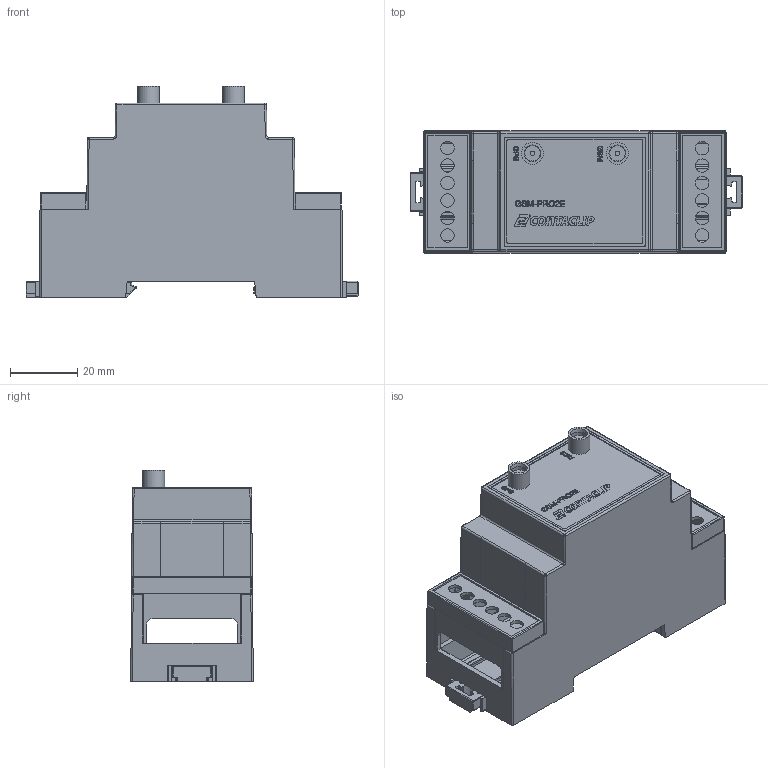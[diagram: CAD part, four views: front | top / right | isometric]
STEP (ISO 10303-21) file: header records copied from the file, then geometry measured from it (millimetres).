
FILE_DESCRIPTION(/* description */ (''),/* implementation_level */ '2;1');
FILE_NAME(/* name */ '16369.2_GSM-PRO2-GPS.stp',/* time_stamp */ '2020-03-17T15:11:50+01:00',/* author */ (''),/* organization */ (''),/* preprocessor_version */ 'ST-DEVELOPER v16.7',/* originating_system */ 'SIEMENS PLM Software NX 12.0',/* authorisation */ '');
FILE_SCHEMA (('AUTOMOTIVE_DESIGN { 1 0 10303 214 3 1 1 1 }'));
Length unit declared in the file: millimetre
Products named in the file (1): 16369.2_GSM-PRO2-GPS
Bounding box: 98.85 x 36.5 x 63.1 mm (x, y, z)
Volume: 31934.6 mm3; surface area: 45917.2 mm2
Topology: 7 solids, 7 shells, 1428 faces, 3758 edges, 2343 vertices
Faces by surface type: plane 749, cylinder 405, extrusion 113, bspline 89, sphere 70, cone 2
Full cylindrical faces by diameter (mm): 1.3 x2, 4 x12, 4.6 x4, 6.5 x2
Entity records: 49516 total; most frequent: CARTESIAN_POINT 14090, ORIENTED_EDGE 7332, DIRECTION 6423, EDGE_CURVE 3666, VECTOR 2483, LINE 2370, VERTEX_POINT 2324, AXIS2_PLACEMENT_3D 1970
